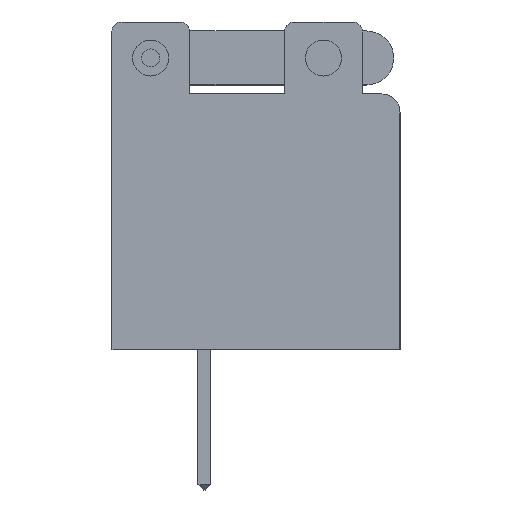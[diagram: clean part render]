
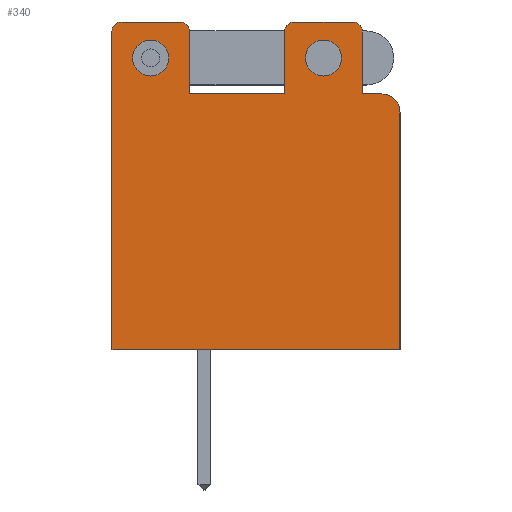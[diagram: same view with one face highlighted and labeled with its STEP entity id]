
A CAD part, left-side view. The second image highlights one B-rep face of the part: STEP entity #340.
In plain terms, the highlighted planar face has unit normal (-1, 0, 0).
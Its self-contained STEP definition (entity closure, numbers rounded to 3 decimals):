
#80 = VERTEX_POINT('',#81);
#81 = CARTESIAN_POINT('',(-5.5,-4.025,17.7));
#87 = EDGE_CURVE('',#80,#88,#90,.T.);
#88 = VERTEX_POINT('',#89);
#89 = CARTESIAN_POINT('',(-5.5,-4.025,14.2));
#90 = LINE('',#91,#92);
#91 = CARTESIAN_POINT('',(-5.5,-4.025,17.7));
#92 = VECTOR('',#93,1.);
#93 = DIRECTION('',(0.,0.,-1.));
#118 = EDGE_CURVE('',#80,#119,#121,.T.);
#119 = VERTEX_POINT('',#120);
#120 = CARTESIAN_POINT('',(-5.5,-3.525,18.2));
#121 = CIRCLE('',#122,0.5);
#122 = AXIS2_PLACEMENT_3D('',#123,#124,#125);
#123 = CARTESIAN_POINT('',(-5.5,-3.525,17.7));
#124 = DIRECTION('',(-1.,0.,0.));
#125 = DIRECTION('',(0.,1.,0.));
#151 = EDGE_CURVE('',#88,#152,#154,.T.);
#152 = VERTEX_POINT('',#153);
#153 = CARTESIAN_POINT('',(-5.5,-5.125,14.2));
#154 = LINE('',#155,#156);
#155 = CARTESIAN_POINT('',(-5.5,-4.025,14.2));
#156 = VECTOR('',#157,1.);
#157 = DIRECTION('',(0.,-1.,0.));
#340 = ADVANCED_FACE('',(#341,#444,#455),#466,.F.);
#341 = FACE_BOUND('',#342,.F.);
#342 = EDGE_LOOP('',(#343,#344,#345,#354,#362,#370,#378,#387,#395,#404,
    #412,#420,#428,#437,#443));
#343 = ORIENTED_EDGE('',*,*,#87,.T.);
#344 = ORIENTED_EDGE('',*,*,#151,.T.);
#345 = ORIENTED_EDGE('',*,*,#346,.F.);
#346 = EDGE_CURVE('',#347,#152,#349,.T.);
#347 = VERTEX_POINT('',#348);
#348 = CARTESIAN_POINT('',(-5.5,-6.125,13.2));
#349 = CIRCLE('',#350,1.);
#350 = AXIS2_PLACEMENT_3D('',#351,#352,#353);
#351 = CARTESIAN_POINT('',(-5.5,-5.125,13.2));
#352 = DIRECTION('',(-1.,0.,0.));
#353 = DIRECTION('',(0.,1.,0.));
#354 = ORIENTED_EDGE('',*,*,#355,.T.);
#355 = EDGE_CURVE('',#347,#356,#358,.T.);
#356 = VERTEX_POINT('',#357);
#357 = CARTESIAN_POINT('',(-5.5,-6.125,0.));
#358 = LINE('',#359,#360);
#359 = CARTESIAN_POINT('',(-5.5,-6.125,13.2));
#360 = VECTOR('',#361,1.);
#361 = DIRECTION('',(0.,0.,-1.));
#362 = ORIENTED_EDGE('',*,*,#363,.T.);
#363 = EDGE_CURVE('',#356,#364,#366,.T.);
#364 = VERTEX_POINT('',#365);
#365 = CARTESIAN_POINT('',(-5.5,9.875,0.));
#366 = LINE('',#367,#368);
#367 = CARTESIAN_POINT('',(-5.5,-6.125,0.));
#368 = VECTOR('',#369,1.);
#369 = DIRECTION('',(0.,1.,0.));
#370 = ORIENTED_EDGE('',*,*,#371,.T.);
#371 = EDGE_CURVE('',#364,#372,#374,.T.);
#372 = VERTEX_POINT('',#373);
#373 = CARTESIAN_POINT('',(-5.5,9.875,17.7));
#374 = LINE('',#375,#376);
#375 = CARTESIAN_POINT('',(-5.5,9.875,0.));
#376 = VECTOR('',#377,1.);
#377 = DIRECTION('',(0.,0.,1.));
#378 = ORIENTED_EDGE('',*,*,#379,.F.);
#379 = EDGE_CURVE('',#380,#372,#382,.T.);
#380 = VERTEX_POINT('',#381);
#381 = CARTESIAN_POINT('',(-5.5,9.375,18.2));
#382 = CIRCLE('',#383,0.5);
#383 = AXIS2_PLACEMENT_3D('',#384,#385,#386);
#384 = CARTESIAN_POINT('',(-5.5,9.375,17.7));
#385 = DIRECTION('',(-1.,0.,0.));
#386 = DIRECTION('',(0.,1.,0.));
#387 = ORIENTED_EDGE('',*,*,#388,.T.);
#388 = EDGE_CURVE('',#380,#389,#391,.T.);
#389 = VERTEX_POINT('',#390);
#390 = CARTESIAN_POINT('',(-5.5,6.075,18.2));
#391 = LINE('',#392,#393);
#392 = CARTESIAN_POINT('',(-5.5,9.375,18.2));
#393 = VECTOR('',#394,1.);
#394 = DIRECTION('',(0.,-1.,0.));
#395 = ORIENTED_EDGE('',*,*,#396,.F.);
#396 = EDGE_CURVE('',#397,#389,#399,.T.);
#397 = VERTEX_POINT('',#398);
#398 = CARTESIAN_POINT('',(-5.5,5.575,17.7));
#399 = CIRCLE('',#400,0.5);
#400 = AXIS2_PLACEMENT_3D('',#401,#402,#403);
#401 = CARTESIAN_POINT('',(-5.5,6.075,17.7));
#402 = DIRECTION('',(-1.,0.,0.));
#403 = DIRECTION('',(0.,1.,0.));
#404 = ORIENTED_EDGE('',*,*,#405,.T.);
#405 = EDGE_CURVE('',#397,#406,#408,.T.);
#406 = VERTEX_POINT('',#407);
#407 = CARTESIAN_POINT('',(-5.5,5.575,14.2));
#408 = LINE('',#409,#410);
#409 = CARTESIAN_POINT('',(-5.5,5.575,17.7));
#410 = VECTOR('',#411,1.);
#411 = DIRECTION('',(0.,0.,-1.));
#412 = ORIENTED_EDGE('',*,*,#413,.T.);
#413 = EDGE_CURVE('',#406,#414,#416,.T.);
#414 = VERTEX_POINT('',#415);
#415 = CARTESIAN_POINT('',(-5.5,0.275,14.2));
#416 = LINE('',#417,#418);
#417 = CARTESIAN_POINT('',(-5.5,5.575,14.2));
#418 = VECTOR('',#419,1.);
#419 = DIRECTION('',(0.,-1.,0.));
#420 = ORIENTED_EDGE('',*,*,#421,.T.);
#421 = EDGE_CURVE('',#414,#422,#424,.T.);
#422 = VERTEX_POINT('',#423);
#423 = CARTESIAN_POINT('',(-5.5,0.275,17.7));
#424 = LINE('',#425,#426);
#425 = CARTESIAN_POINT('',(-5.5,0.275,14.2));
#426 = VECTOR('',#427,1.);
#427 = DIRECTION('',(0.,0.,1.));
#428 = ORIENTED_EDGE('',*,*,#429,.F.);
#429 = EDGE_CURVE('',#430,#422,#432,.T.);
#430 = VERTEX_POINT('',#431);
#431 = CARTESIAN_POINT('',(-5.5,-0.225,18.2));
#432 = CIRCLE('',#433,0.5);
#433 = AXIS2_PLACEMENT_3D('',#434,#435,#436);
#434 = CARTESIAN_POINT('',(-5.5,-0.225,17.7));
#435 = DIRECTION('',(-1.,0.,0.));
#436 = DIRECTION('',(0.,1.,0.));
#437 = ORIENTED_EDGE('',*,*,#438,.T.);
#438 = EDGE_CURVE('',#430,#119,#439,.T.);
#439 = LINE('',#440,#441);
#440 = CARTESIAN_POINT('',(-5.5,-0.225,18.2));
#441 = VECTOR('',#442,1.);
#442 = DIRECTION('',(0.,-1.,0.));
#443 = ORIENTED_EDGE('',*,*,#118,.F.);
#444 = FACE_BOUND('',#445,.F.);
#445 = EDGE_LOOP('',(#446));
#446 = ORIENTED_EDGE('',*,*,#447,.T.);
#447 = EDGE_CURVE('',#448,#448,#450,.T.);
#448 = VERTEX_POINT('',#449);
#449 = CARTESIAN_POINT('',(-5.5,8.725,16.2));
#450 = CIRCLE('',#451,1.);
#451 = AXIS2_PLACEMENT_3D('',#452,#453,#454);
#452 = CARTESIAN_POINT('',(-5.5,7.725,16.2));
#453 = DIRECTION('',(-1.,0.,0.));
#454 = DIRECTION('',(0.,1.,0.));
#455 = FACE_BOUND('',#456,.F.);
#456 = EDGE_LOOP('',(#457));
#457 = ORIENTED_EDGE('',*,*,#458,.T.);
#458 = EDGE_CURVE('',#459,#459,#461,.T.);
#459 = VERTEX_POINT('',#460);
#460 = CARTESIAN_POINT('',(-5.5,-0.875,16.2));
#461 = CIRCLE('',#462,1.);
#462 = AXIS2_PLACEMENT_3D('',#463,#464,#465);
#463 = CARTESIAN_POINT('',(-5.5,-1.875,16.2));
#464 = DIRECTION('',(-1.,0.,0.));
#465 = DIRECTION('',(0.,1.,0.));
#466 = PLANE('',#467);
#467 = AXIS2_PLACEMENT_3D('',#468,#469,#470);
#468 = CARTESIAN_POINT('',(-5.5,2.135,9.321));
#469 = DIRECTION('',(1.,0.,0.));
#470 = DIRECTION('',(0.,1.,0.));
